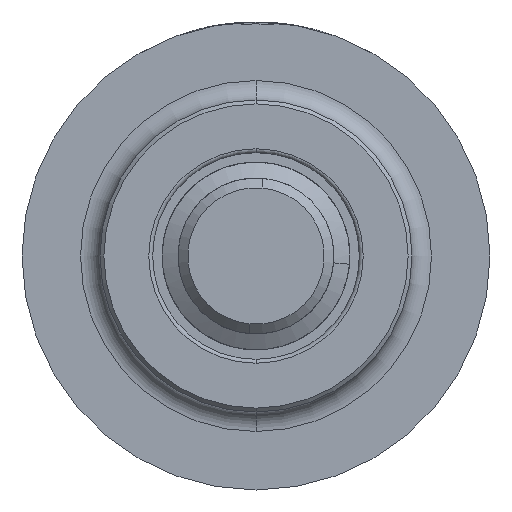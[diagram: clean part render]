
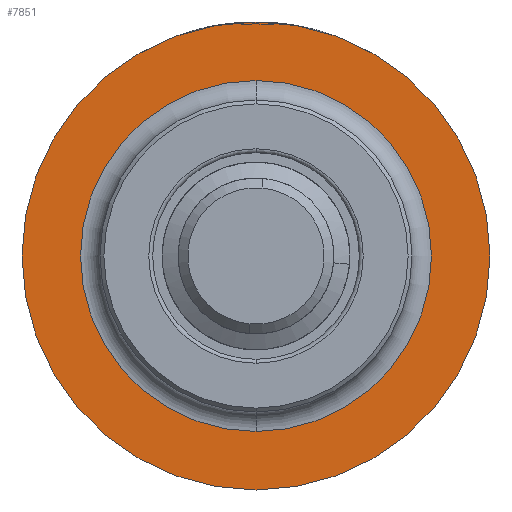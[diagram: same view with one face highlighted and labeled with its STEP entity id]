
A CAD part, front view. The second image highlights one B-rep face of the part: STEP entity #7851.
In plain terms, the highlighted planar face has unit normal (0, -1, 0).
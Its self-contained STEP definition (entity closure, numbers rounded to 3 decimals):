
#396 = DIRECTION ( 'NONE',  ( 0., 0., -1. ) ) ;
#841 = EDGE_CURVE ( 'NONE', #7478, #6035, #3510, .T. ) ;
#867 = CARTESIAN_POINT ( 'NONE',  ( 0., 9.42, -12. ) ) ;
#1012 = CARTESIAN_POINT ( 'NONE',  ( 0., 9.42, -9. ) ) ;
#1412 = AXIS2_PLACEMENT_3D ( 'NONE', #7172, #6517, #396 ) ;
#1417 = DIRECTION ( 'NONE',  ( 0., 0., -1. ) ) ;
#1587 = CARTESIAN_POINT ( 'NONE',  ( 0., 9.42, 0. ) ) ;
#1600 = EDGE_CURVE ( 'NONE', #6035, #7478, #4496, .T. ) ;
#2153 = DIRECTION ( 'NONE',  ( 0., -1., 0. ) ) ;
#2200 = DIRECTION ( 'NONE',  ( 0., 0., -1. ) ) ;
#2293 = AXIS2_PLACEMENT_3D ( 'NONE', #1587, #2153, #2200 ) ;
#2341 = DIRECTION ( 'NONE',  ( 0., 0., -1. ) ) ;
#2612 = FACE_BOUND ( 'NONE', #6918, .T. ) ;
#2686 = AXIS2_PLACEMENT_3D ( 'NONE', #6250, #6220, #6826 ) ;
#3220 = DIRECTION ( 'NONE',  ( 0., -1., 0. ) ) ;
#3291 = FACE_OUTER_BOUND ( 'NONE', #5451, .T. ) ;
#3508 = PLANE ( 'NONE',  #4624 ) ;
#3510 = CIRCLE ( 'NONE', #4386, 9. ) ;
#3690 = ORIENTED_EDGE ( 'NONE', *, *, #841, .F. ) ;
#3854 = CARTESIAN_POINT ( 'NONE',  ( 0., 9.42, 12. ) ) ;
#3885 = CARTESIAN_POINT ( 'NONE',  ( 0., 9.42, 9. ) ) ;
#4386 = AXIS2_PLACEMENT_3D ( 'NONE', #6251, #3220, #1417 ) ;
#4496 = CIRCLE ( 'NONE', #2686, 9. ) ;
#4624 = AXIS2_PLACEMENT_3D ( 'NONE', #4745, #5994, #2341 ) ;
#4745 = CARTESIAN_POINT ( 'NONE',  ( 9., 9.42, 0. ) ) ;
#5451 = EDGE_LOOP ( 'NONE', ( #6891, #6317 ) ) ;
#5529 = EDGE_CURVE ( 'NONE', #5724, #6615, #5648, .T. ) ;
#5648 = CIRCLE ( 'NONE', #1412, 12. ) ;
#5724 = VERTEX_POINT ( 'NONE', #3854 ) ;
#5994 = DIRECTION ( 'NONE',  ( 0., -1., 0. ) ) ;
#6035 = VERTEX_POINT ( 'NONE', #1012 ) ;
#6220 = DIRECTION ( 'NONE',  ( 0., -1., 0. ) ) ;
#6250 = CARTESIAN_POINT ( 'NONE',  ( 0., 9.42, 0. ) ) ;
#6251 = CARTESIAN_POINT ( 'NONE',  ( 0., 9.42, 0. ) ) ;
#6317 = ORIENTED_EDGE ( 'NONE', *, *, #5529, .T. ) ;
#6517 = DIRECTION ( 'NONE',  ( 0., -1., 0. ) ) ;
#6615 = VERTEX_POINT ( 'NONE', #867 ) ;
#6826 = DIRECTION ( 'NONE',  ( 0., 0., -1. ) ) ;
#6891 = ORIENTED_EDGE ( 'NONE', *, *, #6892, .T. ) ;
#6892 = EDGE_CURVE ( 'NONE', #6615, #5724, #6940, .T. ) ;
#6918 = EDGE_LOOP ( 'NONE', ( #7241, #3690 ) ) ;
#6940 = CIRCLE ( 'NONE', #2293, 12. ) ;
#7172 = CARTESIAN_POINT ( 'NONE',  ( 0., 9.42, 0. ) ) ;
#7241 = ORIENTED_EDGE ( 'NONE', *, *, #1600, .F. ) ;
#7478 = VERTEX_POINT ( 'NONE', #3885 ) ;
#7851 = ADVANCED_FACE ( 'NONE', ( #3291, #2612 ), #3508, .T. ) ;
